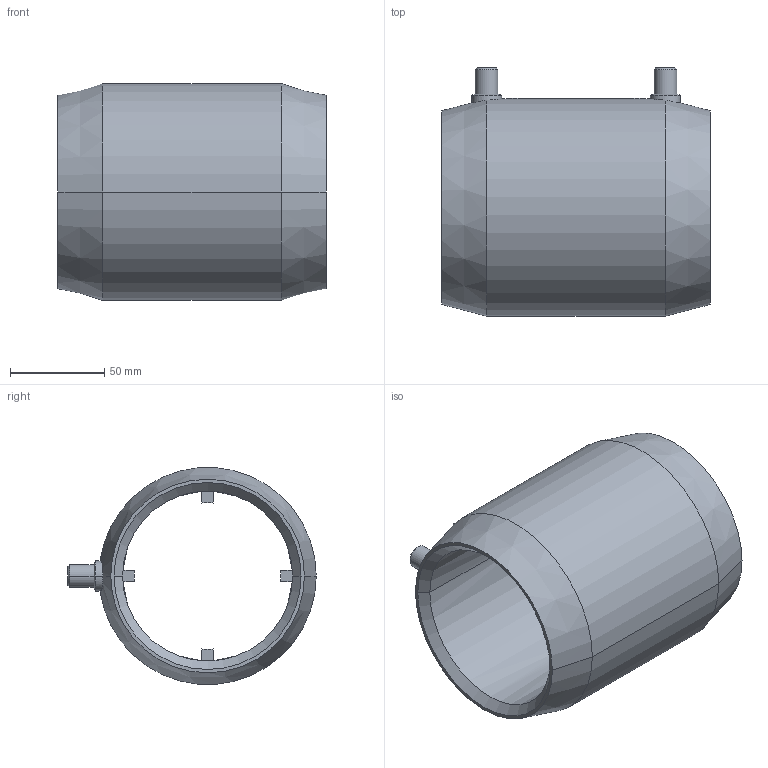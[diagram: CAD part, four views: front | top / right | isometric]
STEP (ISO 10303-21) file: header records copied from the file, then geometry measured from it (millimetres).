
FILE_DESCRIPTION( ( '' ), '1' );
FILE_NAME( 'AGRU_25173009011_PE 100 schwarz_E-Muffe_90 SDR 17-7,4_105.stp', '2012-06-20T13:15:47', ( '' ), ( '' ), ' ', ' ', ' ' );
FILE_SCHEMA( ( 'CONFIG_CONTROL_DESIGN' ) );
Length unit declared in the file: millimetre
Products named in the file (1): 1
Bounding box: 142 x 131.5 x 114.72 mm (x, y, z)
Volume: 518323.9 mm3; surface area: 96393.9 mm2
Topology: 1 solids, 1 shells, 74 faces, 170 edges, 104 vertices
Faces by surface type: cylinder 28, plane 26, cone 20
Entity records: 2520 total; most frequent: CARTESIAN_POINT 763, DIRECTION 382, ORIENTED_EDGE 340, EDGE_CURVE 170, AXIS2_PLACEMENT_3D 151, VERTEX_POINT 104, EDGE_LOOP 82, LINE 80
